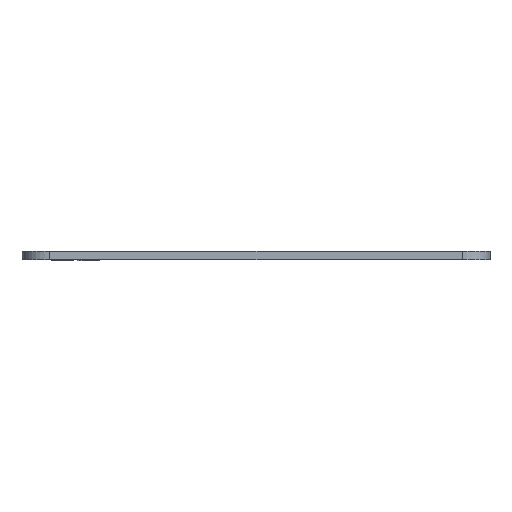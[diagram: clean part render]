
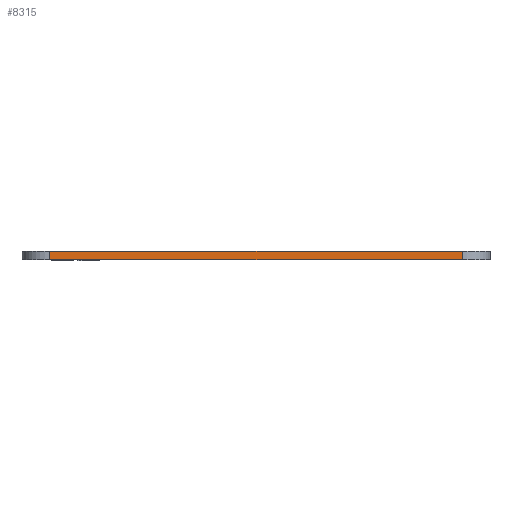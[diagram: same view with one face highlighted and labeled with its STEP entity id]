
A CAD part, left-side view. The second image highlights one B-rep face of the part: STEP entity #8315.
In plain terms, the highlighted planar face has unit normal (-1, 0, 0).
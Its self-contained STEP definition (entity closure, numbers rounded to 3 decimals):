
#1325=FACE_OUTER_BOUND('',#1808,.T.);
#1808=EDGE_LOOP('',(#7555,#7556,#7557,#7558));
#1947=LINE('',#10850,#2617);
#2455=LINE('',#16674,#3125);
#2457=LINE('',#16679,#3127);
#2458=LINE('',#16680,#3128);
#2617=VECTOR('',#8680,10.);
#3125=VECTOR('',#9422,10.);
#3127=VECTOR('',#9428,10.);
#3128=VECTOR('',#9429,10.);
#3325=VERTEX_POINT('',#10846);
#3327=VERTEX_POINT('',#10849);
#3986=VERTEX_POINT('',#16672);
#3987=VERTEX_POINT('',#16678);
#4218=EDGE_CURVE('',#3325,#3327,#1947,.T.);
#5188=EDGE_CURVE('',#3986,#3325,#2455,.T.);
#5190=EDGE_CURVE('',#3987,#3986,#2457,.T.);
#5191=EDGE_CURVE('',#3327,#3987,#2458,.T.);
#7555=ORIENTED_EDGE('',*,*,#5188,.F.);
#7556=ORIENTED_EDGE('',*,*,#5190,.F.);
#7557=ORIENTED_EDGE('',*,*,#5191,.F.);
#7558=ORIENTED_EDGE('',*,*,#4218,.F.);
#7877=PLANE('',#8505);
#8315=ADVANCED_FACE('',(#1325),#7877,.T.);
#8505=AXIS2_PLACEMENT_3D('',#16677,#9426,#9427);
#8680=DIRECTION('',(0.,1.,0.));
#9422=DIRECTION('',(0.,0.,-1.));
#9426=DIRECTION('center_axis',(-1.,0.,0.));
#9427=DIRECTION('ref_axis',(0.,-1.,0.));
#9428=DIRECTION('',(0.,-1.,0.));
#9429=DIRECTION('',(0.,0.,1.));
#10846=CARTESIAN_POINT('',(-10.2,-62.525,0.));
#10849=CARTESIAN_POINT('',(-10.2,11.375,0.));
#10850=CARTESIAN_POINT('',(-10.2,-67.525,0.));
#16672=CARTESIAN_POINT('',(-10.2,-62.525,1.5));
#16674=CARTESIAN_POINT('',(-10.2,-62.525,0.));
#16677=CARTESIAN_POINT('Origin',(-10.2,16.375,0.));
#16678=CARTESIAN_POINT('',(-10.2,11.375,1.5));
#16679=CARTESIAN_POINT('',(-10.2,-67.525,1.5));
#16680=CARTESIAN_POINT('',(-10.2,11.375,0.));
